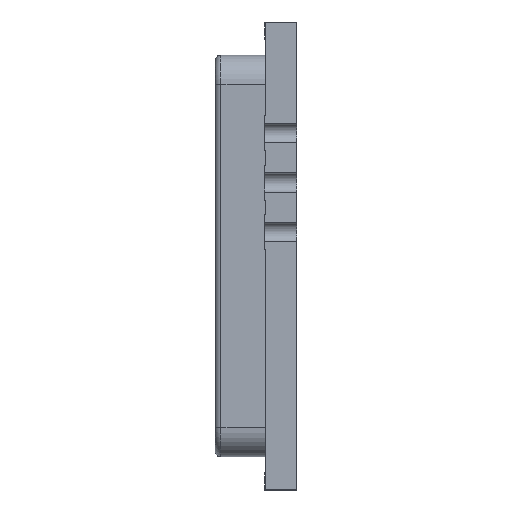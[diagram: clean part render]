
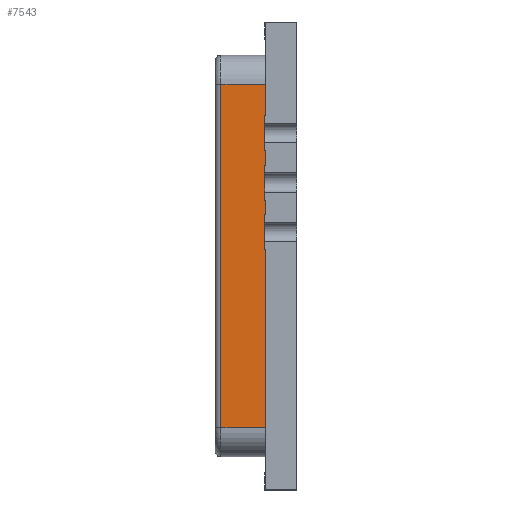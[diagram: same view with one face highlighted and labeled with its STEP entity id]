
A CAD part, left-side view. The second image highlights one B-rep face of the part: STEP entity #7543.
In plain terms, the highlighted planar face has unit normal (-1, 0, 0).
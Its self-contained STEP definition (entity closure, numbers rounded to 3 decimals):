
#65 = VERTEX_POINT ( 'NONE', #2302 ) ;
#145 = LINE ( 'NONE', #3542, #241 ) ;
#241 = VECTOR ( 'NONE', #4234, 1000. ) ;
#321 = EDGE_CURVE ( 'NONE', #1724, #6322, #1297, .T. ) ;
#487 = VECTOR ( 'NONE', #1298, 1000. ) ;
#1197 = VERTEX_POINT ( 'NONE', #7337 ) ;
#1297 = LINE ( 'NONE', #6622, #487 ) ;
#1298 = DIRECTION ( 'NONE',  ( 0., -1., 0. ) ) ;
#1329 = FACE_OUTER_BOUND ( 'NONE', #1673, .T. ) ;
#1338 = VECTOR ( 'NONE', #7677, 1000. ) ;
#1461 = AXIS2_PLACEMENT_3D ( 'NONE', #1677, #2375, #6284 ) ;
#1673 = EDGE_LOOP ( 'NONE', ( #5183, #4105, #5452, #6239 ) ) ;
#1677 = CARTESIAN_POINT ( 'NONE',  ( -3.1, 2.1, 5.15 ) ) ;
#1724 = VERTEX_POINT ( 'NONE', #1887 ) ;
#1885 = VECTOR ( 'NONE', #4470, 1000. ) ;
#1887 = CARTESIAN_POINT ( 'NONE',  ( -3.1, 1.95, -4.4 ) ) ;
#1915 = CARTESIAN_POINT ( 'NONE',  ( -3.1, 0.8, 5.15 ) ) ;
#1950 = LINE ( 'NONE', #7598, #1338 ) ;
#2302 = CARTESIAN_POINT ( 'NONE',  ( -3.1, 0.8, 4.4 ) ) ;
#2375 = DIRECTION ( 'NONE',  ( 1., 0., 0. ) ) ;
#2709 = EDGE_CURVE ( 'NONE', #6322, #65, #3130, .T. ) ;
#3080 = EDGE_CURVE ( 'NONE', #1197, #1724, #145, .T. ) ;
#3130 = LINE ( 'NONE', #1915, #1885 ) ;
#3542 = CARTESIAN_POINT ( 'NONE',  ( -3.1, 1.95, -4.4 ) ) ;
#4105 = ORIENTED_EDGE ( 'NONE', *, *, #3080, .T. ) ;
#4234 = DIRECTION ( 'NONE',  ( 0., 0., -1. ) ) ;
#4470 = DIRECTION ( 'NONE',  ( 0., 0., 1. ) ) ;
#4946 = PLANE ( 'NONE',  #1461 ) ;
#5183 = ORIENTED_EDGE ( 'NONE', *, *, #7213, .T. ) ;
#5452 = ORIENTED_EDGE ( 'NONE', *, *, #321, .T. ) ;
#6239 = ORIENTED_EDGE ( 'NONE', *, *, #2709, .T. ) ;
#6284 = DIRECTION ( 'NONE',  ( 0., 0., -1. ) ) ;
#6322 = VERTEX_POINT ( 'NONE', #7281 ) ;
#6622 = CARTESIAN_POINT ( 'NONE',  ( -3.1, 2.1, -4.4 ) ) ;
#7213 = EDGE_CURVE ( 'NONE', #65, #1197, #1950, .T. ) ;
#7281 = CARTESIAN_POINT ( 'NONE',  ( -3.1, 0.8, -4.4 ) ) ;
#7337 = CARTESIAN_POINT ( 'NONE',  ( -3.1, 1.95, 4.4 ) ) ;
#7543 = ADVANCED_FACE ( 'NONE', ( #1329 ), #4946, .F. ) ;
#7598 = CARTESIAN_POINT ( 'NONE',  ( -3.1, 2.1, 4.4 ) ) ;
#7677 = DIRECTION ( 'NONE',  ( 0., 1., 0. ) ) ;
